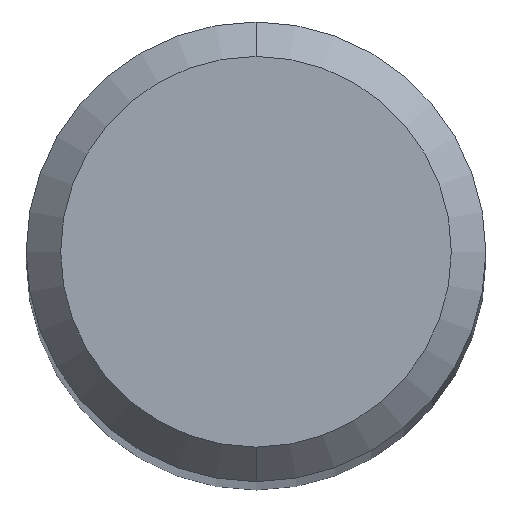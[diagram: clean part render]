
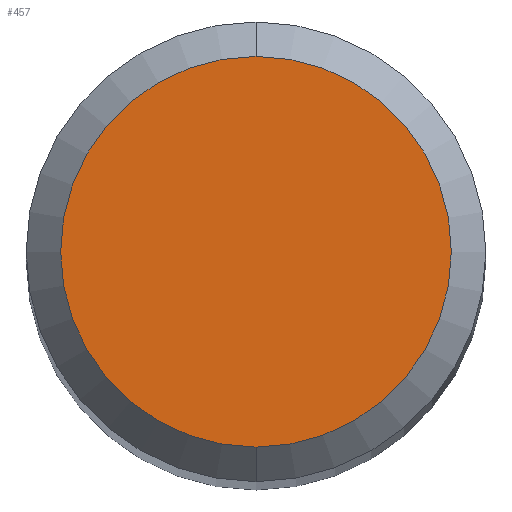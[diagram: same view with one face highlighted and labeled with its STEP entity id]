
A CAD part, top view. The second image highlights one B-rep face of the part: STEP entity #457.
In plain terms, the highlighted planar face has unit normal (0, 0, 1).
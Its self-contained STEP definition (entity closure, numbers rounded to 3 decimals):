
#457=ADVANCED_FACE('',(#1216),#1217,.T.);
#601=VERTEX_POINT('',#1372);
#747=EDGE_CURVE('',#839,#601,#1533,.T.);
#839=VERTEX_POINT('',#1637);
#1053=EDGE_CURVE('',#601,#839,#1867,.T.);
#1216=FACE_OUTER_BOUND('',#2323,.T.);
#1217=PLANE('',#2324);
#1372=CARTESIAN_POINT('',(0.,-1.7,0.0));
#1533=CIRCLE('',#3545,1.7);
#1637=CARTESIAN_POINT('',(0.0,1.7,0.0));
#1867=CIRCLE('',#4769,1.7);
#2323=EDGE_LOOP('',(#5169,#5170));
#2324=AXIS2_PLACEMENT_3D('',#5171,#5172,#5173);
#3545=AXIS2_PLACEMENT_3D('',#5499,#5500,#5501);
#4769=AXIS2_PLACEMENT_3D('',#5890,#5891,#5892);
#5169=ORIENTED_EDGE('',*,*,#747,.F.);
#5170=ORIENTED_EDGE('',*,*,#1053,.F.);
#5171=CARTESIAN_POINT('',(0.0,0.85,0.0));
#5172=DIRECTION('',(-0.0,0.0,1.0));
#5173=DIRECTION('',(0.0,-1.0,0.0));
#5499=CARTESIAN_POINT('',(0.0,0.0,0.0));
#5500=DIRECTION('',(0.0,0.0,-1.0));
#5501=DIRECTION('',(0.0,1.0,0.0));
#5890=CARTESIAN_POINT('',(0.0,0.0,0.0));
#5891=DIRECTION('',(0.0,0.0,-1.0));
#5892=DIRECTION('',(0.0,1.0,0.0));
